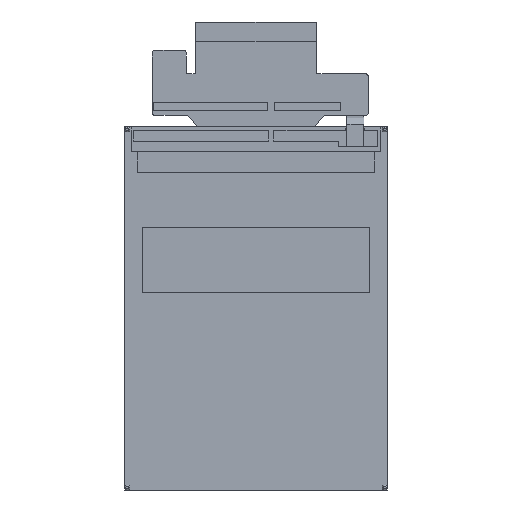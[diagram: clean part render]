
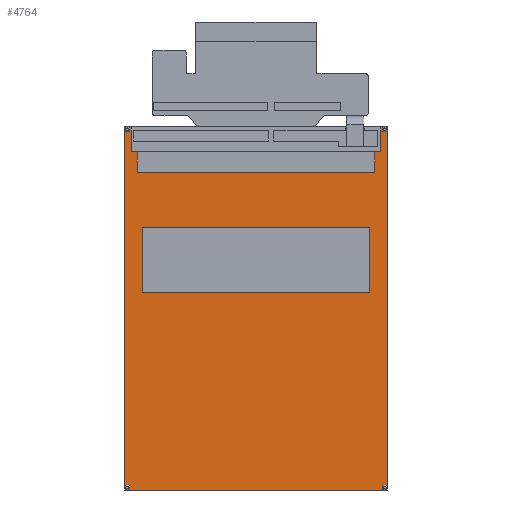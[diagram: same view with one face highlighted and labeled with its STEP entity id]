
A CAD part, front view. The second image highlights one B-rep face of the part: STEP entity #4764.
In plain terms, the highlighted planar face has unit normal (0, -1, 0).
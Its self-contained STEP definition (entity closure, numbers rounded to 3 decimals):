
#104=DIRECTION('',(0.,0.,1.));
#105=VECTOR('',#104,12.46);
#106=CARTESIAN_POINT('',(21.7,0.,5.7));
#107=LINE('',#106,#105);
#111=DIRECTION('',(-1.,0.,0.));
#112=VECTOR('',#111,43.4);
#113=CARTESIAN_POINT('',(21.7,0.,18.16));
#114=LINE('',#113,#112);
#118=DIRECTION('',(0.,0.,-1.));
#119=VECTOR('',#118,12.46);
#120=CARTESIAN_POINT('',(-21.7,0.,18.16));
#121=LINE('',#120,#119);
#125=DIRECTION('',(1.,0.,0.));
#126=VECTOR('',#125,43.4);
#127=CARTESIAN_POINT('',(-21.7,0.,5.7));
#128=LINE('',#127,#126);
#132=DIRECTION('',(0.,0.,1.));
#133=VECTOR('',#132,4.);
#134=CARTESIAN_POINT('',(22.65,0.,28.6));
#135=LINE('',#134,#133);
#139=DIRECTION('',(1.,0.,0.));
#140=VECTOR('',#139,1.15);
#141=CARTESIAN_POINT('',(22.65,0.,32.6));
#142=LINE('',#141,#140);
#146=DIRECTION('',(0.,0.,-1.));
#147=VECTOR('',#146,4.7);
#148=CARTESIAN_POINT('',(23.8,0.,37.3));
#149=LINE('',#148,#147);
#153=DIRECTION('',(1.,0.,0.));
#154=VECTOR('',#153,0.725);
#155=CARTESIAN_POINT('',(23.8,0.,37.3));
#156=LINE('',#155,#154);
#160=CARTESIAN_POINT('',(24.525,0.,36.825));
#161=DIRECTION('',(0.,-1.,0.));
#162=DIRECTION('',(0.,0.,1.));
#163=AXIS2_PLACEMENT_3D('',#160,#161,#162);
#168=CARTESIAN_POINT('',(24.525,0.,36.825));
#169=DIRECTION('',(0.,-1.,0.));
#170=DIRECTION('',(-1.,0.,0.));
#171=AXIS2_PLACEMENT_3D('',#168,#169,#170);
#176=DIRECTION('',(0.,0.,-1.));
#177=VECTOR('',#176,68.25);
#178=CARTESIAN_POINT('',(25.,0.,36.825));
#179=LINE('',#178,#177);
#183=CARTESIAN_POINT('',(24.525,0.,-31.425));
#184=DIRECTION('',(0.,-1.,0.));
#185=DIRECTION('',(1.,0.,0.));
#186=AXIS2_PLACEMENT_3D('',#183,#184,#185);
#191=CARTESIAN_POINT('',(24.525,0.,-31.425));
#192=DIRECTION('',(0.,-1.,0.));
#193=DIRECTION('',(-1.,0.,0.));
#194=AXIS2_PLACEMENT_3D('',#191,#192,#193);
#199=DIRECTION('',(-1.,0.,0.));
#200=VECTOR('',#199,49.05);
#201=CARTESIAN_POINT('',(24.525,0.,-31.9));
#202=LINE('',#201,#200);
#206=CARTESIAN_POINT('',(-24.525,0.,-31.425));
#207=DIRECTION('',(0.,-1.,0.));
#208=DIRECTION('',(0.,0.,-1.));
#209=AXIS2_PLACEMENT_3D('',#206,#207,#208);
#214=CARTESIAN_POINT('',(-24.525,0.,-31.425));
#215=DIRECTION('',(0.,-1.,0.));
#216=DIRECTION('',(1.,0.,0.));
#217=AXIS2_PLACEMENT_3D('',#214,#215,#216);
#222=DIRECTION('',(0.,0.,1.));
#223=VECTOR('',#222,68.25);
#224=CARTESIAN_POINT('',(-25.,0.,-31.425));
#225=LINE('',#224,#223);
#229=CARTESIAN_POINT('',(-24.525,0.,36.825));
#230=DIRECTION('',(0.,-1.,0.));
#231=DIRECTION('',(-1.,0.,0.));
#232=AXIS2_PLACEMENT_3D('',#229,#230,#231);
#237=CARTESIAN_POINT('',(-24.525,0.,36.825));
#238=DIRECTION('',(0.,-1.,0.));
#239=DIRECTION('',(1.,0.,0.));
#240=AXIS2_PLACEMENT_3D('',#237,#238,#239);
#245=DIRECTION('',(1.,0.,0.));
#246=VECTOR('',#245,0.725);
#247=CARTESIAN_POINT('',(-24.525,0.,37.3));
#248=LINE('',#247,#246);
#252=DIRECTION('',(0.,0.,-1.));
#253=VECTOR('',#252,4.7);
#254=CARTESIAN_POINT('',(-23.8,0.,37.3));
#255=LINE('',#254,#253);
#259=DIRECTION('',(1.,0.,0.));
#260=VECTOR('',#259,1.15);
#261=CARTESIAN_POINT('',(-23.8,0.,32.6));
#262=LINE('',#261,#260);
#266=DIRECTION('',(0.,0.,-1.));
#267=VECTOR('',#266,4.);
#268=CARTESIAN_POINT('',(-22.65,0.,32.6));
#269=LINE('',#268,#267);
#273=DIRECTION('',(1.,0.,0.));
#274=VECTOR('',#273,45.3);
#275=CARTESIAN_POINT('',(-22.65,0.,28.6));
#276=LINE('',#275,#274);
#4055=CARTESIAN_POINT('',(24.05,0.,-31.425));
#4056=CARTESIAN_POINT('',(24.525,0.,-31.9));
#4057=VERTEX_POINT('',#4055);
#4058=VERTEX_POINT('',#4056);
#4059=CARTESIAN_POINT('',(25.,0.,-31.425));
#4060=VERTEX_POINT('',#4059);
#4061=CARTESIAN_POINT('',(-25.,0.,-31.425));
#4062=CARTESIAN_POINT('',(-24.525,0.,-31.9));
#4063=VERTEX_POINT('',#4061);
#4064=VERTEX_POINT('',#4062);
#4065=CARTESIAN_POINT('',(-24.05,0.,-31.425));
#4066=VERTEX_POINT('',#4065);
#4067=CARTESIAN_POINT('',(24.05,0.,36.825));
#4068=CARTESIAN_POINT('',(25.,0.,36.825));
#4069=VERTEX_POINT('',#4067);
#4070=VERTEX_POINT('',#4068);
#4071=CARTESIAN_POINT('',(24.525,0.,37.3));
#4072=VERTEX_POINT('',#4071);
#4073=CARTESIAN_POINT('',(-25.,0.,36.825));
#4074=CARTESIAN_POINT('',(-24.05,0.,36.825));
#4075=VERTEX_POINT('',#4073);
#4076=VERTEX_POINT('',#4074);
#4077=CARTESIAN_POINT('',(-24.525,0.,37.3));
#4078=VERTEX_POINT('',#4077);
#4539=CARTESIAN_POINT('',(21.7,0.,5.7));
#4540=CARTESIAN_POINT('',(21.7,0.,18.16));
#4541=VERTEX_POINT('',#4539);
#4542=VERTEX_POINT('',#4540);
#4543=CARTESIAN_POINT('',(-21.7,0.,18.16));
#4544=VERTEX_POINT('',#4543);
#4545=CARTESIAN_POINT('',(-21.7,0.,5.7));
#4546=VERTEX_POINT('',#4545);
#4547=CARTESIAN_POINT('',(-23.8,0.,37.3));
#4548=CARTESIAN_POINT('',(-23.8,0.,32.6));
#4549=VERTEX_POINT('',#4547);
#4550=VERTEX_POINT('',#4548);
#4551=CARTESIAN_POINT('',(23.8,0.,37.3));
#4552=CARTESIAN_POINT('',(23.8,0.,32.6));
#4553=VERTEX_POINT('',#4551);
#4554=VERTEX_POINT('',#4552);
#4643=CARTESIAN_POINT('',(22.65,0.,28.6));
#4644=CARTESIAN_POINT('',(22.65,0.,32.6));
#4645=VERTEX_POINT('',#4643);
#4646=VERTEX_POINT('',#4644);
#4647=CARTESIAN_POINT('',(-22.65,0.,32.6));
#4648=CARTESIAN_POINT('',(-22.65,0.,28.6));
#4649=VERTEX_POINT('',#4647);
#4650=VERTEX_POINT('',#4648);
#4707=CARTESIAN_POINT('',(0.,0.,0.));
#4708=DIRECTION('',(0.,1.,0.));
#4709=DIRECTION('',(1.,0.,0.));
#4710=AXIS2_PLACEMENT_3D('',#4707,#4708,#4709);
#4711=PLANE('',#4710);
#4713=ORIENTED_EDGE('',*,*,#4712,.T.);
#4715=ORIENTED_EDGE('',*,*,#4714,.T.);
#4717=ORIENTED_EDGE('',*,*,#4716,.F.);
#4719=ORIENTED_EDGE('',*,*,#4718,.T.);
#4721=ORIENTED_EDGE('',*,*,#4720,.T.);
#4723=ORIENTED_EDGE('',*,*,#4722,.T.);
#4725=ORIENTED_EDGE('',*,*,#4724,.T.);
#4727=ORIENTED_EDGE('',*,*,#4726,.T.);
#4729=ORIENTED_EDGE('',*,*,#4728,.T.);
#4731=ORIENTED_EDGE('',*,*,#4730,.T.);
#4733=ORIENTED_EDGE('',*,*,#4732,.T.);
#4735=ORIENTED_EDGE('',*,*,#4734,.T.);
#4737=ORIENTED_EDGE('',*,*,#4736,.T.);
#4739=ORIENTED_EDGE('',*,*,#4738,.T.);
#4741=ORIENTED_EDGE('',*,*,#4740,.T.);
#4743=ORIENTED_EDGE('',*,*,#4742,.T.);
#4745=ORIENTED_EDGE('',*,*,#4744,.T.);
#4747=ORIENTED_EDGE('',*,*,#4746,.T.);
#4749=ORIENTED_EDGE('',*,*,#4748,.T.);
#4751=ORIENTED_EDGE('',*,*,#4750,.T.);
#4752=EDGE_LOOP('',(#4713,#4715,#4717,#4719,#4721,#4723,#4725,#4727,#4729,#4731,
#4733,#4735,#4737,#4739,#4741,#4743,#4745,#4747,#4749,#4751));
#4753=FACE_OUTER_BOUND('',#4752,.F.);
#4755=ORIENTED_EDGE('',*,*,#4754,.T.);
#4757=ORIENTED_EDGE('',*,*,#4756,.T.);
#4759=ORIENTED_EDGE('',*,*,#4758,.T.);
#4761=ORIENTED_EDGE('',*,*,#4760,.T.);
#4762=EDGE_LOOP('',(#4755,#4757,#4759,#4761));
#4763=FACE_BOUND('',#4762,.F.);
#164=CIRCLE('',#163,0.475);
#172=CIRCLE('',#171,0.475);
#187=CIRCLE('',#186,0.475);
#195=CIRCLE('',#194,0.475);
#210=CIRCLE('',#209,0.475);
#218=CIRCLE('',#217,0.475);
#233=CIRCLE('',#232,0.475);
#241=CIRCLE('',#240,0.475);
#4712=EDGE_CURVE('',#4645,#4646,#135,.T.);
#4714=EDGE_CURVE('',#4646,#4554,#142,.T.);
#4716=EDGE_CURVE('',#4553,#4554,#149,.T.);
#4718=EDGE_CURVE('',#4553,#4072,#156,.T.);
#4720=EDGE_CURVE('',#4072,#4069,#164,.T.);
#4722=EDGE_CURVE('',#4069,#4070,#172,.T.);
#4724=EDGE_CURVE('',#4070,#4060,#179,.T.);
#4726=EDGE_CURVE('',#4060,#4057,#187,.T.);
#4728=EDGE_CURVE('',#4057,#4058,#195,.T.);
#4730=EDGE_CURVE('',#4058,#4064,#202,.T.);
#4732=EDGE_CURVE('',#4064,#4066,#210,.T.);
#4734=EDGE_CURVE('',#4066,#4063,#218,.T.);
#4736=EDGE_CURVE('',#4063,#4075,#225,.T.);
#4738=EDGE_CURVE('',#4075,#4076,#233,.T.);
#4740=EDGE_CURVE('',#4076,#4078,#241,.T.);
#4742=EDGE_CURVE('',#4078,#4549,#248,.T.);
#4744=EDGE_CURVE('',#4549,#4550,#255,.T.);
#4746=EDGE_CURVE('',#4550,#4649,#262,.T.);
#4748=EDGE_CURVE('',#4649,#4650,#269,.T.);
#4750=EDGE_CURVE('',#4650,#4645,#276,.T.);
#4754=EDGE_CURVE('',#4541,#4542,#107,.T.);
#4756=EDGE_CURVE('',#4542,#4544,#114,.T.);
#4758=EDGE_CURVE('',#4544,#4546,#121,.T.);
#4760=EDGE_CURVE('',#4546,#4541,#128,.T.);
#4764=ADVANCED_FACE('',(#4753,#4763),#4711,.F.);
